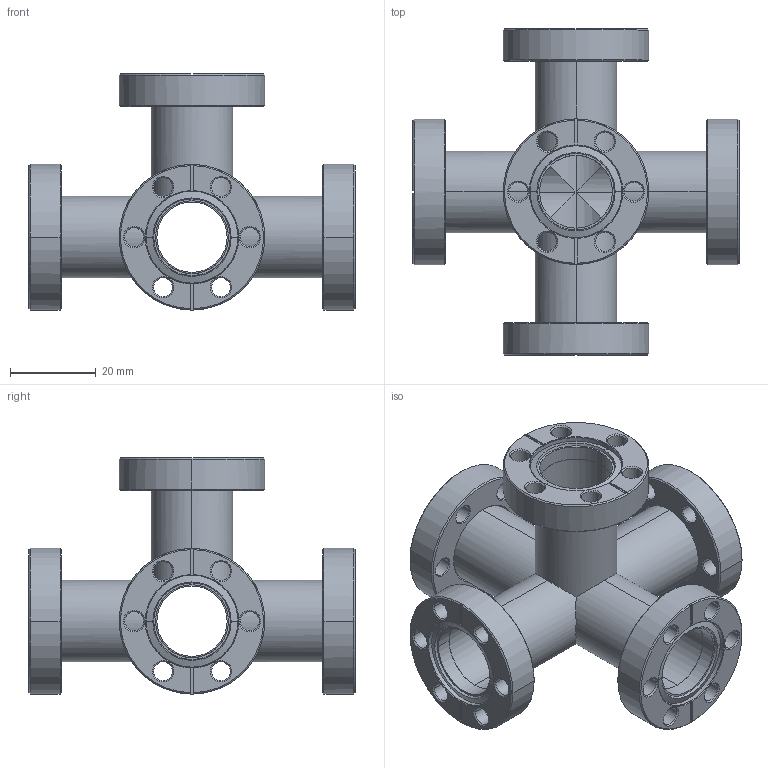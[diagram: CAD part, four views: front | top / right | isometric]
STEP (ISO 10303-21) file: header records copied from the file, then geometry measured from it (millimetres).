
FILE_DESCRIPTION (( 'STEP AP214' ), '1' );
FILE_NAME ('Hositrad_FX5-16-19R-Cross.STEP', '2017-05-23T06:40:11', ( 'Gebruiker' ), ( '' ), 'SwSTEP 2.0', 'SolidWorks 2017', '' );
FILE_SCHEMA (( 'AUTOMOTIVE_DESIGN' ));
Length unit declared in the file: millimetre
Products named in the file (6): CF16-19-R; NW16CF-Innerring_CF16-19-R; NW16CF-Outerring; NW16CF-weld_CF16-19; Equal-5Way-Crosses-All_16-19; Hositrad_FX5-16-19R-Cross
Assembly tree (8 placements, depth 3):
  Hositrad_FX5-16-19R-Cross
    Equal-5Way-Crosses-All_16-19
    NW16CF-weld_CF16-19  x2
    CF16-19-R  x3
      NW16CF-Outerring
      NW16CF-Innerring_CF16-19-R
Bounding box: 76.2 x 76.2 x 55.1 mm (x, y, z)
Volume: 28158.6 mm3; surface area: 32453.7 mm2
Topology: 9 solids, 9 shells, 376 faces, 856 edges, 502 vertices
Faces by surface type: cone 192, cylinder 132, plane 52
Entity records: 4902 total; most frequent: DIRECTION 880, CARTESIAN_POINT 860, ORIENTED_EDGE 744, EDGE_CURVE 372, AXIS2_PLACEMENT_3D 366, VERTEX_POINT 218, EDGE_LOOP 200, CIRCLE 192
